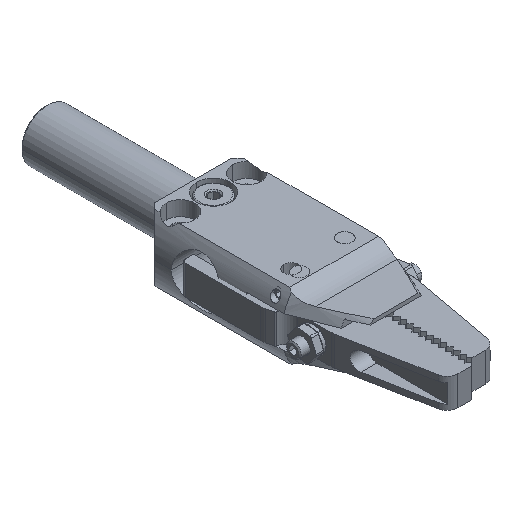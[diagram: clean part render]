
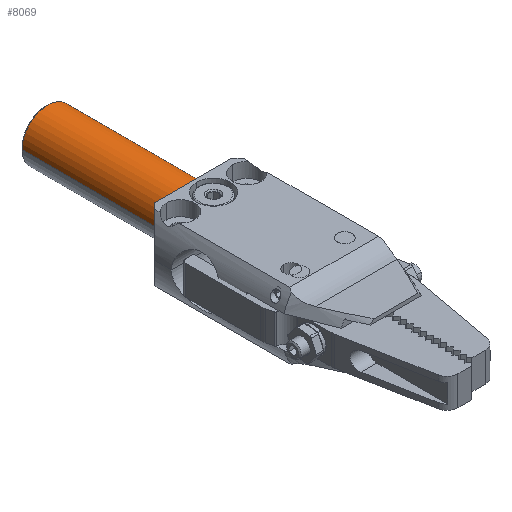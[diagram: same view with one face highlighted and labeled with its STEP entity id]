
A CAD part, isometric view. The second image highlights one B-rep face of the part: STEP entity #8069.
In plain terms, the highlighted cylindrical face has radius 7 mm (diameter 14 mm), a partial arc.
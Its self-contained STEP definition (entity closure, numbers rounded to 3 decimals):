
#282 = LINE ( 'NONE', #8404, #284 ) ;
#283 = LINE ( 'NONE', #8489, #286 ) ;
#284 = VECTOR ( 'NONE', #8452, 1000. ) ;
#286 = VECTOR ( 'NONE', #8491, 1000. ) ;
#358 = CIRCLE ( 'NONE', #3964, 7. ) ;
#442 = CIRCLE ( 'NONE', #3986, 7. ) ;
#2029 = ORIENTED_EDGE ( 'NONE', *, *, #6768, .F. ) ;
#2030 = ORIENTED_EDGE ( 'NONE', *, *, #6823, .T. ) ;
#2031 = ORIENTED_EDGE ( 'NONE', *, *, #6769, .T. ) ;
#2032 = ORIENTED_EDGE ( 'NONE', *, *, #6904, .T. ) ;
#2699 = VERTEX_POINT ( 'NONE', #17010 ) ;
#2793 = EDGE_LOOP ( 'NONE', ( #2029, #2030, #2031, #2032 ) ) ;
#2953 = VERTEX_POINT ( 'NONE', #17081 ) ;
#3964 = AXIS2_PLACEMENT_3D ( 'NONE', #8708, #8709, #8710 ) ;
#3986 = AXIS2_PLACEMENT_3D ( 'NONE', #9155, #9156, #9157 ) ;
#6019 = VERTEX_POINT ( 'NONE', #17973 ) ;
#6048 = VERTEX_POINT ( 'NONE', #18002 ) ;
#6768 = EDGE_CURVE ( 'NONE', #2699, #6019, #282, .T. ) ;
#6769 = EDGE_CURVE ( 'NONE', #2953, #6048, #283, .T. ) ;
#6823 = EDGE_CURVE ( 'NONE', #2699, #2953, #358, .T. ) ;
#6904 = EDGE_CURVE ( 'NONE', #6048, #6019, #442, .T. ) ;
#8069 = ADVANCED_FACE ( 'NONE', ( #10913 ), #10915, .T. ) ;
#8404 = CARTESIAN_POINT ( 'NONE',  ( -7., 0., 55. ) ) ;
#8452 = DIRECTION ( 'NONE',  ( 0., 0., 1. ) ) ;
#8489 = CARTESIAN_POINT ( 'NONE',  ( 7., 0., 55. ) ) ;
#8491 = DIRECTION ( 'NONE',  ( 0., 0., 1. ) ) ;
#8708 = CARTESIAN_POINT ( 'NONE',  ( 0., 0., 55. ) ) ;
#8709 = DIRECTION ( 'NONE',  ( 0., 0., 1. ) ) ;
#8710 = DIRECTION ( 'NONE',  ( 1., 0., 0. ) ) ;
#9155 = CARTESIAN_POINT ( 'NONE',  ( 0., 0., 94.5 ) ) ;
#9156 = DIRECTION ( 'NONE',  ( 0., 0., -1. ) ) ;
#9157 = DIRECTION ( 'NONE',  ( 1., 0., 0. ) ) ;
#10913 = FACE_OUTER_BOUND ( 'NONE', #2793, .T. ) ;
#10915 = CYLINDRICAL_SURFACE ( 'NONE', #15166, 7. ) ;
#14716 = DIRECTION ( 'NONE',  ( 0., 0., 1. ) ) ;
#14717 = DIRECTION ( 'NONE',  ( 1., 0., 0. ) ) ;
#14720 = CARTESIAN_POINT ( 'NONE',  ( 0., 0., 55. ) ) ;
#15166 = AXIS2_PLACEMENT_3D ( 'NONE', #14720, #14716, #14717 ) ;
#17010 = CARTESIAN_POINT ( 'NONE',  ( -7., 0., 55. ) ) ;
#17081 = CARTESIAN_POINT ( 'NONE',  ( 7., 0., 55. ) ) ;
#17973 = CARTESIAN_POINT ( 'NONE',  ( -7., 0., 94.5 ) ) ;
#18002 = CARTESIAN_POINT ( 'NONE',  ( 7., 0., 94.5 ) ) ;
